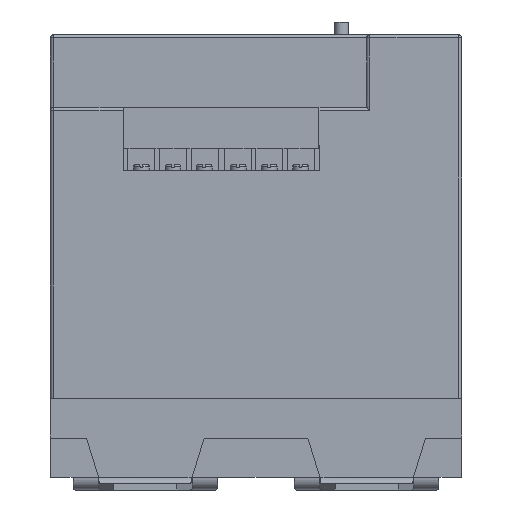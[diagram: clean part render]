
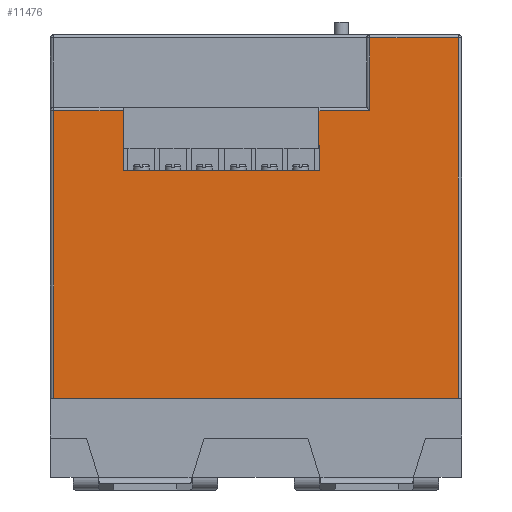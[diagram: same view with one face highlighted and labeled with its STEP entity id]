
A CAD part, front view. The second image highlights one B-rep face of the part: STEP entity #11476.
In plain terms, the highlighted planar face has unit normal (0, -1, 0).
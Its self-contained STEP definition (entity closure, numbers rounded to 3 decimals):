
#125 = LINE ( 'NONE', #11399, #447 ) ;
#280 = EDGE_CURVE ( 'NONE', #1884, #1233, #1039, .T. ) ;
#447 = VECTOR ( 'NONE', #1588, 1000. ) ;
#449 = VERTEX_POINT ( 'NONE', #9898 ) ;
#516 = VECTOR ( 'NONE', #10032, 1000. ) ;
#530 = EDGE_CURVE ( 'NONE', #7899, #1884, #7243, .T. ) ;
#648 = VECTOR ( 'NONE', #5066, 1000. ) ;
#677 = VECTOR ( 'NONE', #3630, 1000. ) ;
#729 = CARTESIAN_POINT ( 'NONE',  ( 1., -87.5, 33.5 ) ) ;
#1014 = DIRECTION ( 'NONE',  ( 0., 0., -1. ) ) ;
#1039 = LINE ( 'NONE', #9542, #12913 ) ;
#1084 = ORIENTED_EDGE ( 'NONE', *, *, #530, .T. ) ;
#1132 = VERTEX_POINT ( 'NONE', #729 ) ;
#1191 = VECTOR ( 'NONE', #1014, 1000. ) ;
#1233 = VERTEX_POINT ( 'NONE', #4306 ) ;
#1557 = LINE ( 'NONE', #4778, #10756 ) ;
#1588 = DIRECTION ( 'NONE',  ( 0., 0., 1. ) ) ;
#1748 = VERTEX_POINT ( 'NONE', #11314 ) ;
#1884 = VERTEX_POINT ( 'NONE', #9427 ) ;
#1925 = VECTOR ( 'NONE', #8635, 1000. ) ;
#1930 = VERTEX_POINT ( 'NONE', #8530 ) ;
#1971 = EDGE_CURVE ( 'NONE', #11869, #7899, #12883, .T. ) ;
#2034 = LINE ( 'NONE', #4577, #8696 ) ;
#2043 = PLANE ( 'NONE',  #8789 ) ;
#2048 = VERTEX_POINT ( 'NONE', #4964 ) ;
#2560 = LINE ( 'NONE', #2621, #10672 ) ;
#2566 = EDGE_CURVE ( 'NONE', #1748, #2048, #2560, .T. ) ;
#2621 = CARTESIAN_POINT ( 'NONE',  ( 23., -87.5, 22.5 ) ) ;
#2695 = LINE ( 'NONE', #5613, #677 ) ;
#2991 = FACE_OUTER_BOUND ( 'NONE', #8269, .T. ) ;
#3313 = ORIENTED_EDGE ( 'NONE', *, *, #8545, .T. ) ;
#3340 = ORIENTED_EDGE ( 'NONE', *, *, #280, .T. ) ;
#3453 = VERTEX_POINT ( 'NONE', #10206 ) ;
#3506 = DIRECTION ( 'NONE',  ( -1., 0., 0. ) ) ;
#3519 = CARTESIAN_POINT ( 'NONE',  ( 85., -87.5, 14.5 ) ) ;
#3630 = DIRECTION ( 'NONE',  ( 0., 0., 1. ) ) ;
#3871 = CARTESIAN_POINT ( 'NONE',  ( 101., -87.5, 57.5 ) ) ;
#4306 = CARTESIAN_POINT ( 'NONE',  ( 84.923, -87.5, 33.5 ) ) ;
#4547 = LINE ( 'NONE', #7589, #1925 ) ;
#4577 = CARTESIAN_POINT ( 'NONE',  ( 23., -87.5, 14.5 ) ) ;
#4778 = CARTESIAN_POINT ( 'NONE',  ( 1., -87.5, -57.5 ) ) ;
#4964 = CARTESIAN_POINT ( 'NONE',  ( 84.923, -87.5, 22.5 ) ) ;
#5066 = DIRECTION ( 'NONE',  ( -1., 0., 0. ) ) ;
#5077 = ORIENTED_EDGE ( 'NONE', *, *, #1971, .T. ) ;
#5613 = CARTESIAN_POINT ( 'NONE',  ( 85., -87.5, 22.5 ) ) ;
#5913 = EDGE_CURVE ( 'NONE', #9188, #1748, #2695, .T. ) ;
#6018 = VECTOR ( 'NONE', #12904, 1000. ) ;
#6060 = CARTESIAN_POINT ( 'NONE',  ( 130., -87.5, 57.5 ) ) ;
#6454 = EDGE_CURVE ( 'NONE', #3453, #1132, #4547, .T. ) ;
#6759 = CARTESIAN_POINT ( 'NONE',  ( 84.923, -87.5, 57.5 ) ) ;
#6896 = DIRECTION ( 'NONE',  ( 0., 1., 0. ) ) ;
#7016 = ORIENTED_EDGE ( 'NONE', *, *, #10938, .F. ) ;
#7027 = CARTESIAN_POINT ( 'NONE',  ( 130., -87.5, -57.5 ) ) ;
#7179 = LINE ( 'NONE', #7027, #648 ) ;
#7243 = LINE ( 'NONE', #3871, #1191 ) ;
#7589 = CARTESIAN_POINT ( 'NONE',  ( 130., -87.5, 33.5 ) ) ;
#7626 = EDGE_CURVE ( 'NONE', #11272, #9188, #2034, .T. ) ;
#7627 = ORIENTED_EDGE ( 'NONE', *, *, #11472, .F. ) ;
#7710 = DIRECTION ( 'NONE',  ( -1., 0., 0. ) ) ;
#7741 = CARTESIAN_POINT ( 'NONE',  ( 130., -87.5, 56.5 ) ) ;
#7899 = VERTEX_POINT ( 'NONE', #11159 ) ;
#7947 = CARTESIAN_POINT ( 'NONE',  ( 23., -87.5, 22.5 ) ) ;
#7988 = LINE ( 'NONE', #7947, #516 ) ;
#8184 = EDGE_CURVE ( 'NONE', #1132, #1930, #1557, .T. ) ;
#8269 = EDGE_LOOP ( 'NONE', ( #7016, #11281, #12679, #7627, #3313, #5077, #1084, #3340, #11885, #8331, #12004, #11552 ) ) ;
#8331 = ORIENTED_EDGE ( 'NONE', *, *, #2566, .F. ) ;
#8530 = CARTESIAN_POINT ( 'NONE',  ( 1., -87.5, -57.5 ) ) ;
#8545 = EDGE_CURVE ( 'NONE', #449, #11869, #125, .T. ) ;
#8635 = DIRECTION ( 'NONE',  ( -1., 0., 0. ) ) ;
#8654 = LINE ( 'NONE', #6759, #6018 ) ;
#8696 = VECTOR ( 'NONE', #10542, 1000. ) ;
#8789 = AXIS2_PLACEMENT_3D ( 'NONE', #6060, #6896, #9921 ) ;
#9188 = VERTEX_POINT ( 'NONE', #3519 ) ;
#9333 = EDGE_CURVE ( 'NONE', #1233, #2048, #8654, .T. ) ;
#9342 = CARTESIAN_POINT ( 'NONE',  ( 23., -87.5, 14.5 ) ) ;
#9427 = CARTESIAN_POINT ( 'NONE',  ( 101., -87.5, 33.5 ) ) ;
#9460 = DIRECTION ( 'NONE',  ( -1., 0., 0. ) ) ;
#9542 = CARTESIAN_POINT ( 'NONE',  ( 130., -87.5, 33.5 ) ) ;
#9898 = CARTESIAN_POINT ( 'NONE',  ( 129., -87.5, -57.5 ) ) ;
#9921 = DIRECTION ( 'NONE',  ( 0., 0., 1. ) ) ;
#10032 = DIRECTION ( 'NONE',  ( 0., 0., -1. ) ) ;
#10206 = CARTESIAN_POINT ( 'NONE',  ( 23., -87.5, 33.5 ) ) ;
#10542 = DIRECTION ( 'NONE',  ( 1., 0., 0. ) ) ;
#10672 = VECTOR ( 'NONE', #3506, 1000. ) ;
#10690 = VECTOR ( 'NONE', #7710, 1000. ) ;
#10756 = VECTOR ( 'NONE', #10865, 1000. ) ;
#10865 = DIRECTION ( 'NONE',  ( 0., 0., -1. ) ) ;
#10938 = EDGE_CURVE ( 'NONE', #3453, #11272, #7988, .T. ) ;
#11159 = CARTESIAN_POINT ( 'NONE',  ( 101., -87.5, 56.5 ) ) ;
#11272 = VERTEX_POINT ( 'NONE', #9342 ) ;
#11281 = ORIENTED_EDGE ( 'NONE', *, *, #6454, .T. ) ;
#11314 = CARTESIAN_POINT ( 'NONE',  ( 85., -87.5, 22.5 ) ) ;
#11399 = CARTESIAN_POINT ( 'NONE',  ( 129., -87.5, 57.5 ) ) ;
#11472 = EDGE_CURVE ( 'NONE', #449, #1930, #7179, .T. ) ;
#11476 = ADVANCED_FACE ( 'NONE', ( #2991 ), #2043, .F. ) ;
#11552 = ORIENTED_EDGE ( 'NONE', *, *, #7626, .F. ) ;
#11869 = VERTEX_POINT ( 'NONE', #12667 ) ;
#11885 = ORIENTED_EDGE ( 'NONE', *, *, #9333, .T. ) ;
#12004 = ORIENTED_EDGE ( 'NONE', *, *, #5913, .F. ) ;
#12667 = CARTESIAN_POINT ( 'NONE',  ( 129., -87.5, 56.5 ) ) ;
#12679 = ORIENTED_EDGE ( 'NONE', *, *, #8184, .T. ) ;
#12883 = LINE ( 'NONE', #7741, #10690 ) ;
#12904 = DIRECTION ( 'NONE',  ( 0., 0., -1. ) ) ;
#12913 = VECTOR ( 'NONE', #9460, 1000. ) ;
